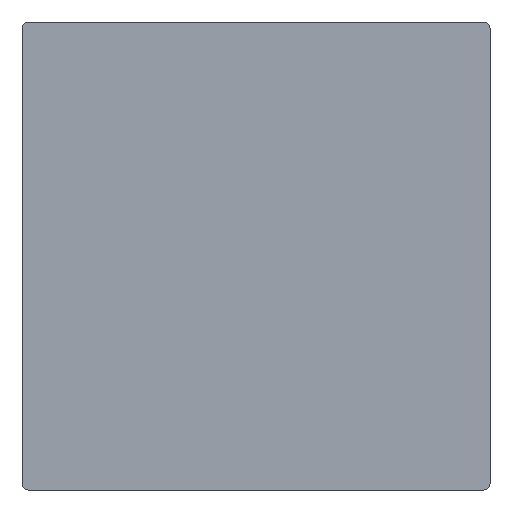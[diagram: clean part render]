
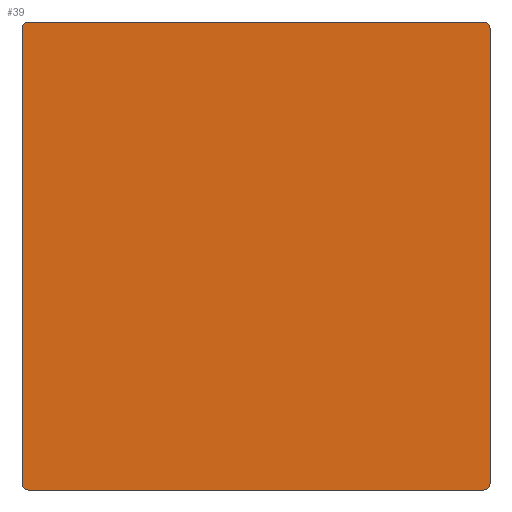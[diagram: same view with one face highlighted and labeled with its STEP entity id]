
A CAD part, front view. The second image highlights one B-rep face of the part: STEP entity #39.
In plain terms, the highlighted planar face has unit normal (0, -1, 0).
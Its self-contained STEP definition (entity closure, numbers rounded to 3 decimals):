
#5 = DIRECTION ( 'NONE',  ( 0., 0., -1. ) ) ;
#22 = FACE_OUTER_BOUND ( 'NONE', #655, .T. ) ;
#24 = DIRECTION ( 'NONE',  ( 0., -1., 0. ) ) ;
#26 = EDGE_CURVE ( 'NONE', #380, #614, #232, .T. ) ;
#29 = CARTESIAN_POINT ( 'NONE',  ( -26.75, 0., 27.55 ) ) ;
#39 = ADVANCED_FACE ( 'NONE', ( #22 ), #44, .F. ) ;
#40 = DIRECTION ( 'NONE',  ( 0., 0., 1. ) ) ;
#44 = PLANE ( 'NONE',  #153 ) ;
#48 = DIRECTION ( 'NONE',  ( 0., -1., 0. ) ) ;
#54 = LINE ( 'NONE', #377, #318 ) ;
#77 = CARTESIAN_POINT ( 'NONE',  ( -26.75, 0., -26.75 ) ) ;
#84 = ORIENTED_EDGE ( 'NONE', *, *, #376, .T. ) ;
#116 = LINE ( 'NONE', #270, #1214 ) ;
#122 = VERTEX_POINT ( 'NONE', #709 ) ;
#153 = AXIS2_PLACEMENT_3D ( 'NONE', #1224, #297, #334 ) ;
#169 = VERTEX_POINT ( 'NONE', #920 ) ;
#209 = CARTESIAN_POINT ( 'NONE',  ( 27.55, 0., -26.75 ) ) ;
#211 = CIRCLE ( 'NONE', #751, 0.8 ) ;
#212 = CARTESIAN_POINT ( 'NONE',  ( 26.75, 0., -26.75 ) ) ;
#213 = AXIS2_PLACEMENT_3D ( 'NONE', #476, #975, #848 ) ;
#232 = CIRCLE ( 'NONE', #796, 0.8 ) ;
#259 = CARTESIAN_POINT ( 'NONE',  ( -27.55, 0., 26.75 ) ) ;
#270 = CARTESIAN_POINT ( 'NONE',  ( 27.55, 0., -27.55 ) ) ;
#272 = DIRECTION ( 'NONE',  ( -1., 0., 0. ) ) ;
#297 = DIRECTION ( 'NONE',  ( 0., 1., 0. ) ) ;
#318 = VECTOR ( 'NONE', #372, 1000. ) ;
#334 = DIRECTION ( 'NONE',  ( 0., 0., 1. ) ) ;
#363 = DIRECTION ( 'NONE',  ( 1., 0., 0. ) ) ;
#366 = AXIS2_PLACEMENT_3D ( 'NONE', #1191, #24, #497 ) ;
#372 = DIRECTION ( 'NONE',  ( 0., 0., 1. ) ) ;
#376 = EDGE_CURVE ( 'NONE', #1032, #1170, #759, .T. ) ;
#377 = CARTESIAN_POINT ( 'NONE',  ( -27.55, 0., -27.55 ) ) ;
#380 = VERTEX_POINT ( 'NONE', #971 ) ;
#446 = EDGE_CURVE ( 'NONE', #380, #1170, #54, .T. ) ;
#459 = CARTESIAN_POINT ( 'NONE',  ( -27.55, 0., 27.55 ) ) ;
#468 = CARTESIAN_POINT ( 'NONE',  ( -27.55, 0., -27.55 ) ) ;
#476 = CARTESIAN_POINT ( 'NONE',  ( -26.75, 0., 26.75 ) ) ;
#497 = DIRECTION ( 'NONE',  ( 0., 0., 1. ) ) ;
#521 = CARTESIAN_POINT ( 'NONE',  ( -26.75, 0., -27.55 ) ) ;
#585 = ORIENTED_EDGE ( 'NONE', *, *, #684, .F. ) ;
#614 = VERTEX_POINT ( 'NONE', #521 ) ;
#646 = EDGE_CURVE ( 'NONE', #169, #866, #211, .T. ) ;
#652 = ORIENTED_EDGE ( 'NONE', *, *, #26, .T. ) ;
#655 = EDGE_LOOP ( 'NONE', ( #585, #84, #972, #652, #1232, #1131, #1105, #1209 ) ) ;
#684 = EDGE_CURVE ( 'NONE', #1032, #122, #1048, .T. ) ;
#688 = CIRCLE ( 'NONE', #366, 0.8 ) ;
#709 = CARTESIAN_POINT ( 'NONE',  ( 26.75, 0., 27.55 ) ) ;
#751 = AXIS2_PLACEMENT_3D ( 'NONE', #212, #48, #40 ) ;
#759 = CIRCLE ( 'NONE', #213, 0.8 ) ;
#796 = AXIS2_PLACEMENT_3D ( 'NONE', #77, #883, #813 ) ;
#813 = DIRECTION ( 'NONE',  ( 0., 0., 1. ) ) ;
#848 = DIRECTION ( 'NONE',  ( 0., 0., 1. ) ) ;
#866 = VERTEX_POINT ( 'NONE', #209 ) ;
#883 = DIRECTION ( 'NONE',  ( 0., -1., 0. ) ) ;
#920 = CARTESIAN_POINT ( 'NONE',  ( 26.75, 0., -27.55 ) ) ;
#924 = EDGE_CURVE ( 'NONE', #1075, #122, #688, .T. ) ;
#932 = VECTOR ( 'NONE', #272, 1000. ) ;
#971 = CARTESIAN_POINT ( 'NONE',  ( -27.55, 0., -26.75 ) ) ;
#972 = ORIENTED_EDGE ( 'NONE', *, *, #446, .F. ) ;
#975 = DIRECTION ( 'NONE',  ( 0., -1., 0. ) ) ;
#1032 = VERTEX_POINT ( 'NONE', #29 ) ;
#1048 = LINE ( 'NONE', #459, #1110 ) ;
#1060 = CARTESIAN_POINT ( 'NONE',  ( 27.55, 0., 26.75 ) ) ;
#1061 = EDGE_CURVE ( 'NONE', #1075, #866, #116, .T. ) ;
#1075 = VERTEX_POINT ( 'NONE', #1060 ) ;
#1105 = ORIENTED_EDGE ( 'NONE', *, *, #1061, .F. ) ;
#1110 = VECTOR ( 'NONE', #363, 1000. ) ;
#1124 = EDGE_CURVE ( 'NONE', #169, #614, #1188, .T. ) ;
#1131 = ORIENTED_EDGE ( 'NONE', *, *, #646, .T. ) ;
#1170 = VERTEX_POINT ( 'NONE', #259 ) ;
#1188 = LINE ( 'NONE', #468, #932 ) ;
#1191 = CARTESIAN_POINT ( 'NONE',  ( 26.75, 0., 26.75 ) ) ;
#1209 = ORIENTED_EDGE ( 'NONE', *, *, #924, .T. ) ;
#1214 = VECTOR ( 'NONE', #5, 1000. ) ;
#1224 = CARTESIAN_POINT ( 'NONE',  ( -27.55, 0., 27.55 ) ) ;
#1232 = ORIENTED_EDGE ( 'NONE', *, *, #1124, .F. ) ;
